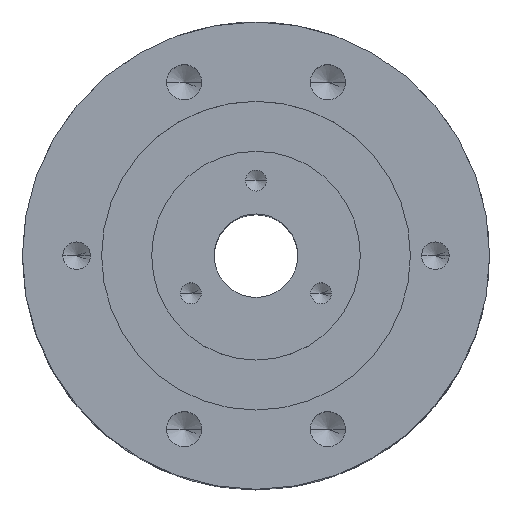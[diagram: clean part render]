
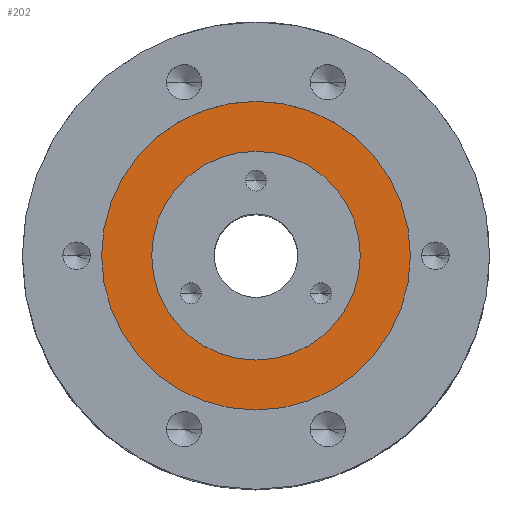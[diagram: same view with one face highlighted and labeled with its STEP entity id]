
A CAD part, top view. The second image highlights one B-rep face of the part: STEP entity #202.
In plain terms, the highlighted planar face has unit normal (0, 0, 1).
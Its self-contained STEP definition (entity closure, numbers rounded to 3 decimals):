
#24 = CIRCLE ( 'NONE', #3046, 18.5 ) ;
#104 = EDGE_CURVE ( 'NONE', #2493, #3146, #1389, .T. ) ;
#121 = DIRECTION ( 'NONE',  ( 0., 0., 1. ) ) ;
#171 = AXIS2_PLACEMENT_3D ( 'NONE', #271, #2410, #582 ) ;
#202 = ADVANCED_FACE ( 'NONE', ( #2384, #1495 ), #383, .T. ) ;
#271 = CARTESIAN_POINT ( 'NONE',  ( 0., 0., 62.6 ) ) ;
#383 = PLANE ( 'NONE',  #1854 ) ;
#416 = EDGE_CURVE ( 'NONE', #3343, #1247, #2560, .T. ) ;
#469 = CARTESIAN_POINT ( 'NONE',  ( -12.5, 0., 62.6 ) ) ;
#582 = DIRECTION ( 'NONE',  ( 1., 0., 0. ) ) ;
#733 = CARTESIAN_POINT ( 'NONE',  ( 0., 0., 62.6 ) ) ;
#768 = ORIENTED_EDGE ( 'NONE', *, *, #3910, .F. ) ;
#1036 = DIRECTION ( 'NONE',  ( 1., 0., 0. ) ) ;
#1247 = VERTEX_POINT ( 'NONE', #469 ) ;
#1320 = DIRECTION ( 'NONE',  ( 1., 0., 0. ) ) ;
#1337 = CARTESIAN_POINT ( 'NONE',  ( 0., 0., 62.6 ) ) ;
#1389 = CIRCLE ( 'NONE', #2135, 18.5 ) ;
#1454 = CARTESIAN_POINT ( 'NONE',  ( 12.5, 0., 62.6 ) ) ;
#1495 = FACE_OUTER_BOUND ( 'NONE', #2826, .T. ) ;
#1567 = CIRCLE ( 'NONE', #171, 12.5 ) ;
#1592 = CARTESIAN_POINT ( 'NONE',  ( 18.5, 0., 62.6 ) ) ;
#1633 = DIRECTION ( 'NONE',  ( 1., 0., 0. ) ) ;
#1854 = AXIS2_PLACEMENT_3D ( 'NONE', #1913, #3128, #1320 ) ;
#1913 = CARTESIAN_POINT ( 'NONE',  ( 0., 0., 62.6 ) ) ;
#1950 = CARTESIAN_POINT ( 'NONE',  ( 0., 0., 62.6 ) ) ;
#2135 = AXIS2_PLACEMENT_3D ( 'NONE', #1950, #121, #2259 ) ;
#2240 = ORIENTED_EDGE ( 'NONE', *, *, #416, .F. ) ;
#2259 = DIRECTION ( 'NONE',  ( 1., 0., 0. ) ) ;
#2287 = CARTESIAN_POINT ( 'NONE',  ( -18.5, 0., 62.6 ) ) ;
#2384 = FACE_BOUND ( 'NONE', #2555, .T. ) ;
#2410 = DIRECTION ( 'NONE',  ( 0., 0., 1. ) ) ;
#2417 = EDGE_CURVE ( 'NONE', #3146, #2493, #24, .T. ) ;
#2493 = VERTEX_POINT ( 'NONE', #2287 ) ;
#2555 = EDGE_LOOP ( 'NONE', ( #2240, #768 ) ) ;
#2560 = CIRCLE ( 'NONE', #3000, 12.5 ) ;
#2561 = ORIENTED_EDGE ( 'NONE', *, *, #104, .T. ) ;
#2826 = EDGE_LOOP ( 'NONE', ( #3358, #2561 ) ) ;
#2861 = DIRECTION ( 'NONE',  ( 0., 0., 1. ) ) ;
#3000 = AXIS2_PLACEMENT_3D ( 'NONE', #1337, #3466, #1633 ) ;
#3046 = AXIS2_PLACEMENT_3D ( 'NONE', #733, #2861, #1036 ) ;
#3128 = DIRECTION ( 'NONE',  ( 0., 0., 1. ) ) ;
#3146 = VERTEX_POINT ( 'NONE', #1592 ) ;
#3343 = VERTEX_POINT ( 'NONE', #1454 ) ;
#3358 = ORIENTED_EDGE ( 'NONE', *, *, #2417, .T. ) ;
#3466 = DIRECTION ( 'NONE',  ( 0., 0., 1. ) ) ;
#3910 = EDGE_CURVE ( 'NONE', #1247, #3343, #1567, .T. ) ;
